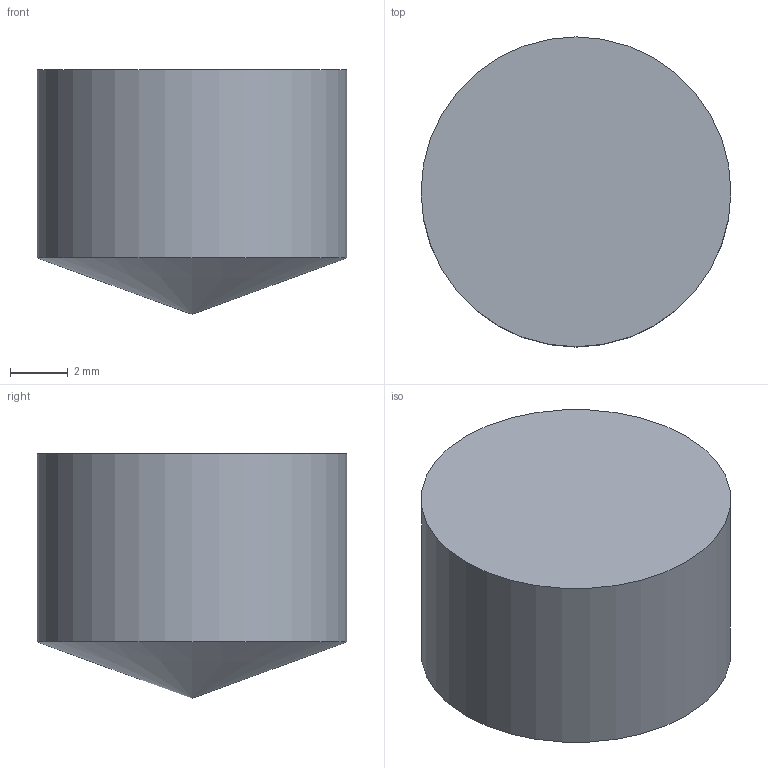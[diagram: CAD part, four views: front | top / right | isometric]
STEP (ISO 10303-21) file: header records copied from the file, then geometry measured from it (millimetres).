
FILE_DESCRIPTION(/* description */ (''),/* implementation_level */ '2;1');
FILE_NAME(/* name */ 'SD100-10.70-P.stp',/* time_stamp */ '2012-11-20T13:22:31+06:00',/* author */ (''),/* organization */ (''),/* preprocessor_version */ 'ST-DEVELOPER v11',/* originating_system */ 'SIEMENS PLM Software NX 7.5',/* authorisation */ '');
FILE_SCHEMA (('AUTOMOTIVE_DESIGN { 1 0 10303 214 1 1 1 1 }'));
Length unit declared in the file: millimetre
Products named in the file (1): inpu8E7Drndw
Bounding box: 10.7 x 10.7 x 8.45 mm (x, y, z)
Volume: 643.1 mm3; surface area: 404.2 mm2
Topology: 1 solids, 1 shells, 3 faces, 5 edges, 4 vertices
Faces by surface type: cone 1, cylinder 1, plane 1
Full cylindrical faces by diameter (mm): 10.7 x1
Entity records: 88 total; most frequent: DIRECTION 12, CARTESIAN_POINT 10, AXIS2_PLACEMENT_3D 6, FACE_BOUND 4, EDGE_LOOP 4, ORIENTED_EDGE 4, ADVANCED_FACE 3, VERTEX_POINT 3
